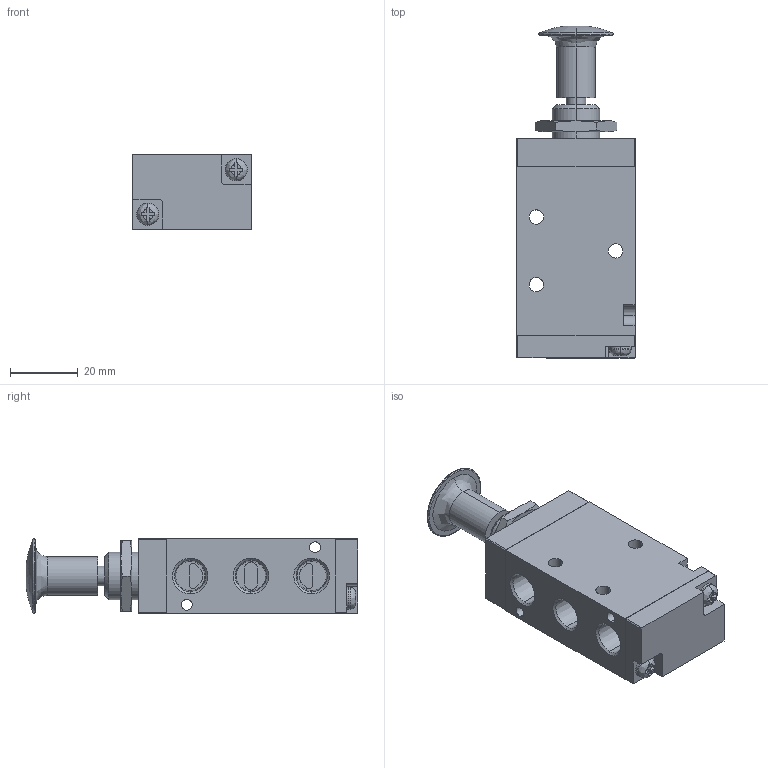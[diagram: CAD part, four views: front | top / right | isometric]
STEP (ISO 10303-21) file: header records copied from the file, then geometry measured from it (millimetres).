
FILE_DESCRIPTION (( 'STEP AP203' ), '1' );
FILE_NAME ('AVS-527D1-PP.step', '2016-02-04T21:20:00', ( '' ), ( '' ), 'SwSTEP 2.0', 'SolidWorks 2015', '' );
FILE_SCHEMA (( 'CONFIG_CONTROL_DESIGN' ));
Length unit declared in the file: inch
Products named in the file (1): AVS-527D1-PP
Bounding box: 35 x 98.3 x 22 mm (x, y, z)
Volume: 49105.8 mm3; surface area: 18332.7 mm2
Topology: 4 solids, 4 shells, 272 faces, 676 edges, 438 vertices
Faces by surface type: plane 154, cylinder 68, cone 34, bspline 16
Entity records: 8823 total; most frequent: CARTESIAN_POINT 2345, ORIENTED_EDGE 1352, DIRECTION 1288, EDGE_CURVE 676, AXIS2_PLACEMENT_3D 457, VERTEX_POINT 438, VECTOR 374, LINE 374
